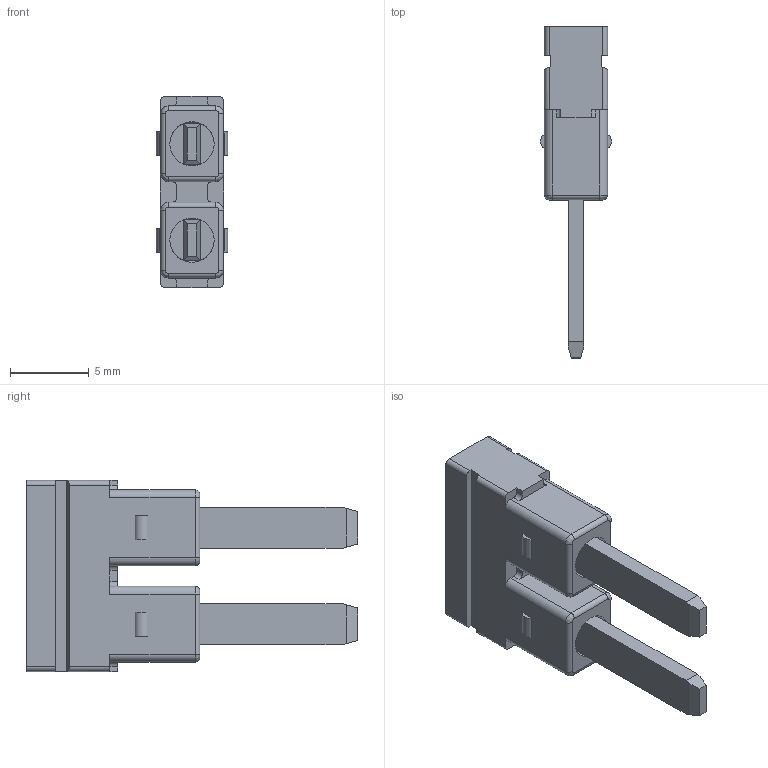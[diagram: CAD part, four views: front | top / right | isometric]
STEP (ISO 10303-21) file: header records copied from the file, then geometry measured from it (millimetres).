
FILE_DESCRIPTION(/* description */ (''),/* implementation_level */ '2;1');
FILE_NAME(/* name */ '3472_FQI_4_2.stp',/* time_stamp */ '2017-05-05T11:04:43+02:00',/* author */ (''),/* organization */ (''),/* preprocessor_version */ 'ST-DEVELOPER v16',/* originating_system */ 'SIEMENS PLM Software NX 10.0',/* authorisation */ '');
FILE_SCHEMA (('AP203_CONFIGURATION_CONTROLLED_3D_DESIGN_OF_MECHANICAL_PARTS_AND_ASSEMBLIES_MIM_LF { 1 0 10303 403 2 1 2}'));
Length unit declared in the file: millimetre
Products named in the file (1): 3472_FQI_4_2
Bounding box: 4.5 x 21 x 12.1 mm (x, y, z)
Volume: 458.2 mm3; surface area: 1255.9 mm2
Topology: 3 solids, 3 shells, 329 faces, 801 edges, 481 vertices
Faces by surface type: plane 149, cylinder 128, torus 32, bspline 16, sphere 4
Full cylindrical faces by diameter (mm): 2.8 x2
Entity records: 10212 total; most frequent: CARTESIAN_POINT 2412, DIRECTION 1654, ORIENTED_EDGE 1588, EDGE_CURVE 794, AXIS2_PLACEMENT_3D 586, LINE 482, VECTOR 482, VERTEX_POINT 480
